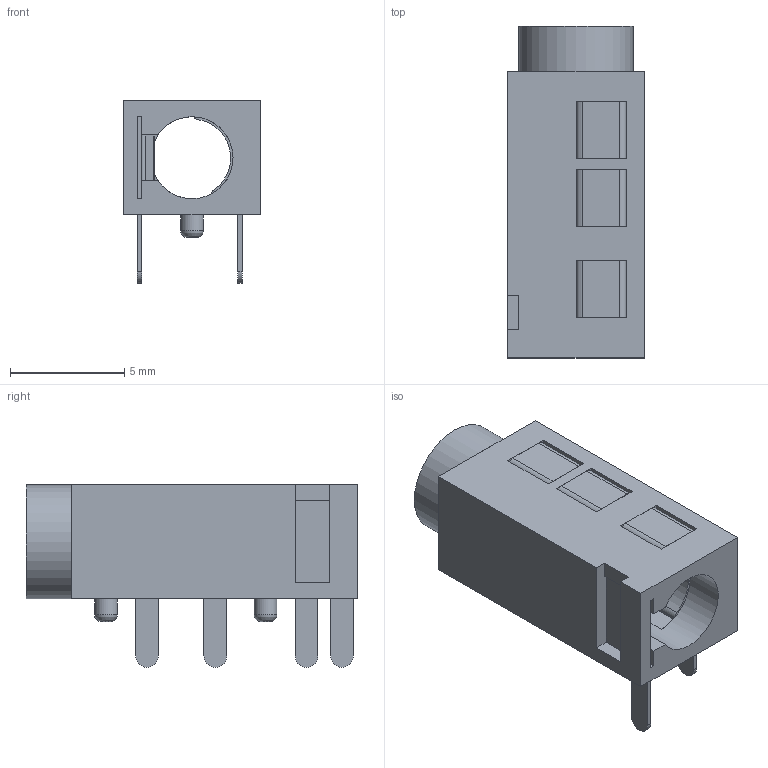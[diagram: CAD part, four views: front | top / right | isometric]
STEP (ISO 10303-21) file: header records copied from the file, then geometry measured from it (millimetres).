
FILE_DESCRIPTION(/* description */ (''),/* implementation_level */ '2;1');
FILE_NAME(/* name */ 'PJ320A.step',/* time_stamp */ '2020-07-29T15:36:34+09:00',/* author */ (''),/* organization */ (''),/* preprocessor_version */ 'ST-DEVELOPER v18.1',/* originating_system */ 'Autodesk Translation Framework v9.3.0.1241',/* authorisation */ '');
FILE_SCHEMA (('AUTOMOTIVE_DESIGN { 1 0 10303 214 3 1 1 }'));
Length unit declared in the file: millimetre
Products named in the file (1): PJ320A/MJ-4PP-9
Bounding box: 6 x 14.55 x 8 mm (x, y, z)
Volume: 226.9 mm3; surface area: 858.7 mm2
Topology: 5 solids, 5 shells, 159 faces, 476 edges, 311 vertices
Faces by surface type: plane 113, cylinder 43, bspline 2, cone 1
Full cylindrical faces by diameter (mm): 1 x2, 3.6 x1, 5 x1
Entity records: 5455 total; most frequent: CARTESIAN_POINT 999, ORIENTED_EDGE 952, DIRECTION 901, EDGE_CURVE 476, LINE 367, VECTOR 367, VERTEX_POINT 311, AXIS2_PLACEMENT_3D 267
